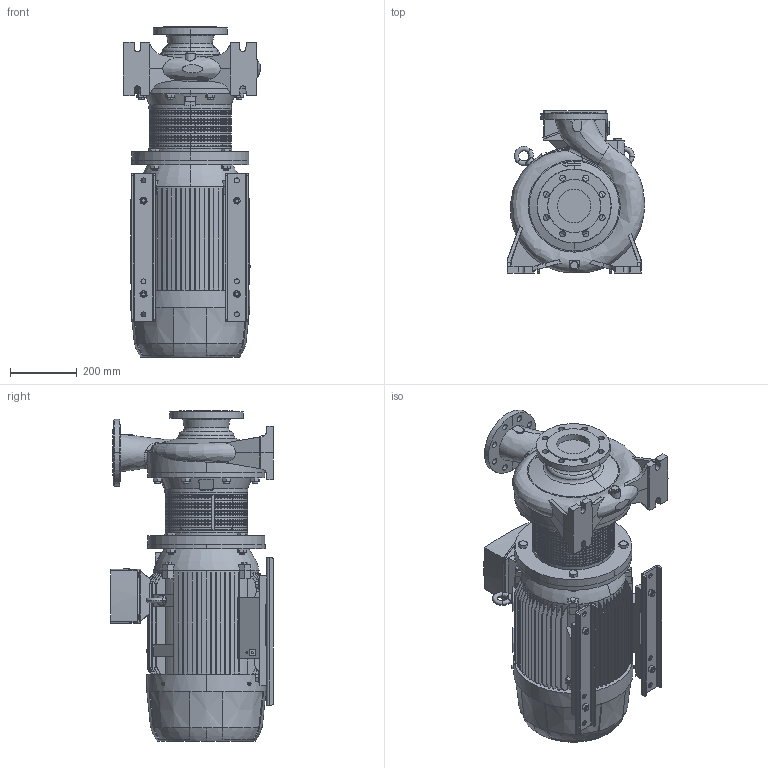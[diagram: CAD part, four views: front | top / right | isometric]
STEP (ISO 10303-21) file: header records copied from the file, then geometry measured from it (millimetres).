
FILE_DESCRIPTION (( 'STEP AP214' ), '1' );
FILE_NAME ('4_93_446_15_REV01.step', '2022-08-10T13:40:27', ( '' ), ( '' ), 'SwSTEP 2.0', 'SolidWorks 2020', '' );
FILE_SCHEMA (( 'AUTOMOTIVE_DESIGN' ));
Length unit declared in the file: millimetre
Products named in the file (3): Copia di 271779^4_93_446_15_REV01; 4_93_446_15_REV01; Copia di 271766^4_93_446_15_REV01
Assembly tree (2 placements, depth 2):
  4_93_446_15_REV01
    Copia di 271766^4_93_446_15_REV01
    Copia di 271779^4_93_446_15_REV01
Bounding box: 410.81 x 486 x 985.81 mm (x, y, z)
Volume: 80329002.6 mm3; surface area: 3375580.5 mm2
Topology: 35 solids, 862 shells, 3236 faces, 9725 edges, 7466 vertices
Faces by surface type: cylinder 1363, plane 1267, cone 368, torus 154, bspline 84
Entity records: 178195 total; most frequent: CARTESIAN_POINT 97189, ORIENTED_EDGE 16076, DIRECTION 15804, EDGE_CURVE 9723, VERTEX_POINT 7466, AXIS2_PLACEMENT_3D 5584, LINE 4636, VECTOR 4636
